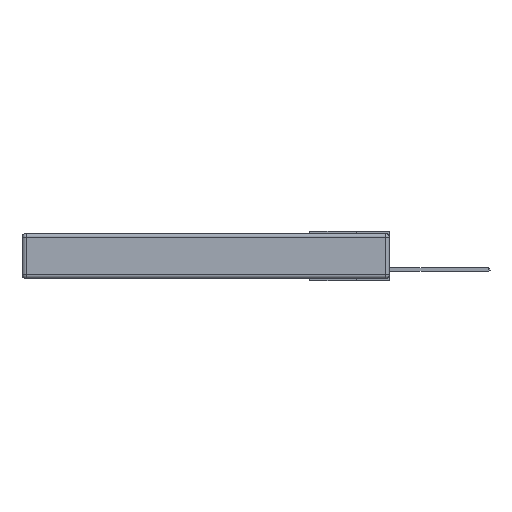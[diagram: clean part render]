
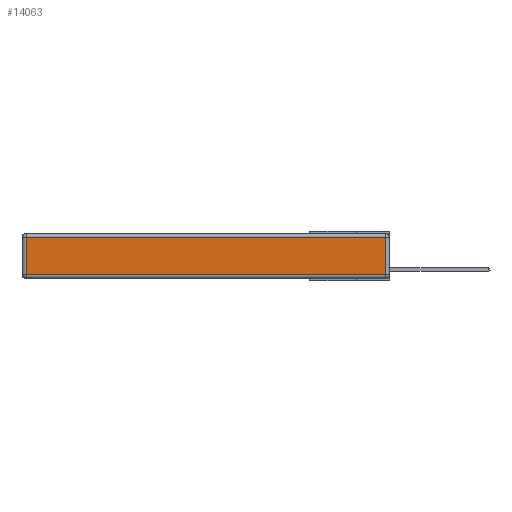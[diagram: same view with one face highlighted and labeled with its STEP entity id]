
A CAD part, left-side view. The second image highlights one B-rep face of the part: STEP entity #14063.
In plain terms, the highlighted planar face has unit normal (-1, 0, 0).
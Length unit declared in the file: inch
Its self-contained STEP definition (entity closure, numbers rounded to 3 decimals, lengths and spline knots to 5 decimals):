
#1115 = VERTEX_POINT ( 'NONE', #10767 ) ;
#1803 = EDGE_CURVE ( 'NONE', #7043, #14788, #13315, .T. ) ;
#2047 = LINE ( 'NONE', #2967, #11281 ) ;
#2967 = CARTESIAN_POINT ( 'NONE',  ( 0., 2.72, -0.343 ) ) ;
#3024 = CARTESIAN_POINT ( 'NONE',  ( 0., 2.72, -0.313 ) ) ;
#3139 = LINE ( 'NONE', #9575, #16430 ) ;
#3257 = VECTOR ( 'NONE', #15902, 39.37008 ) ;
#3348 = FACE_OUTER_BOUND ( 'NONE', #11143, .T. ) ;
#3538 = DIRECTION ( 'NONE',  ( 0., 0., 1. ) ) ;
#5213 = EDGE_CURVE ( 'NONE', #12073, #7043, #14081, .T. ) ;
#5768 = PLANE ( 'NONE',  #16226 ) ;
#5965 = ORIENTED_EDGE ( 'NONE', *, *, #7473, .T. ) ;
#6497 = ORIENTED_EDGE ( 'NONE', *, *, #1803, .T. ) ;
#7043 = VERTEX_POINT ( 'NONE', #9363 ) ;
#7356 = ORIENTED_EDGE ( 'NONE', *, *, #16758, .T. ) ;
#7473 = EDGE_CURVE ( 'NONE', #1115, #12073, #2047, .T. ) ;
#8075 = DIRECTION ( 'NONE',  ( 0., 1., 0. ) ) ;
#8223 = CARTESIAN_POINT ( 'NONE',  ( 0., 0.03, -0.03 ) ) ;
#8231 = ORIENTED_EDGE ( 'NONE', *, *, #5213, .T. ) ;
#9363 = CARTESIAN_POINT ( 'NONE',  ( 0., 0.03, -0.313 ) ) ;
#9430 = VECTOR ( 'NONE', #3538, 39.37008 ) ;
#9575 = CARTESIAN_POINT ( 'NONE',  ( 0., 2.75, -0.03 ) ) ;
#9992 = CARTESIAN_POINT ( 'NONE',  ( 0., 0., -0.313 ) ) ;
#10767 = CARTESIAN_POINT ( 'NONE',  ( 0., 2.72, -0.03 ) ) ;
#11143 = EDGE_LOOP ( 'NONE', ( #8231, #6497, #7356, #5965 ) ) ;
#11281 = VECTOR ( 'NONE', #11417, 39.37008 ) ;
#11417 = DIRECTION ( 'NONE',  ( 0., 0., -1. ) ) ;
#12073 = VERTEX_POINT ( 'NONE', #3024 ) ;
#13100 = CARTESIAN_POINT ( 'NONE',  ( 0., 0., -0.343 ) ) ;
#13315 = LINE ( 'NONE', #13696, #9430 ) ;
#13696 = CARTESIAN_POINT ( 'NONE',  ( 0., 0.03, -0.343 ) ) ;
#14063 = ADVANCED_FACE ( 'NONE', ( #3348 ), #5768, .T. ) ;
#14081 = LINE ( 'NONE', #9992, #3257 ) ;
#14584 = DIRECTION ( 'NONE',  ( -1., 0., 0. ) ) ;
#14788 = VERTEX_POINT ( 'NONE', #8223 ) ;
#15902 = DIRECTION ( 'NONE',  ( 0., -1., 0. ) ) ;
#16034 = DIRECTION ( 'NONE',  ( 0., 0., 1. ) ) ;
#16226 = AXIS2_PLACEMENT_3D ( 'NONE', #13100, #14584, #16034 ) ;
#16430 = VECTOR ( 'NONE', #8075, 39.37008 ) ;
#16758 = EDGE_CURVE ( 'NONE', #14788, #1115, #3139, .T. ) ;
